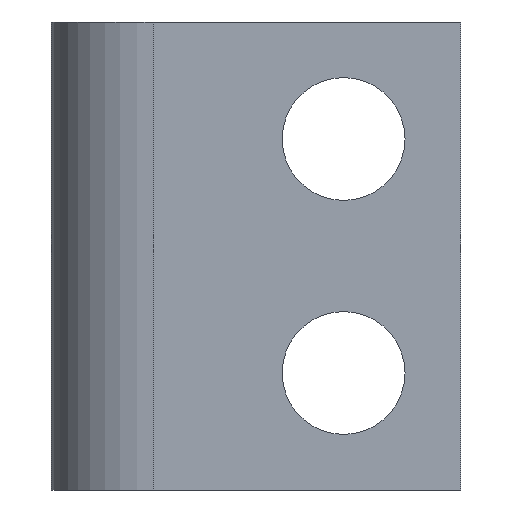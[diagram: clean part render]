
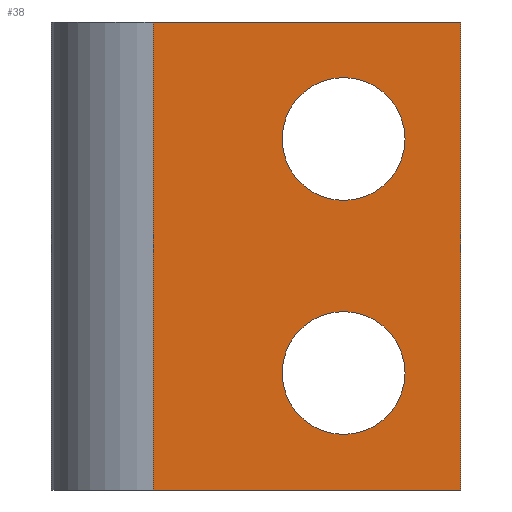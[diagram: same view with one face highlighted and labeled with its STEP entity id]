
A CAD part, front view. The second image highlights one B-rep face of the part: STEP entity #38.
In plain terms, the highlighted planar face has unit normal (0, -1, 0).
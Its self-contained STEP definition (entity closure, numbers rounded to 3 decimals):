
#38 = ADVANCED_FACE( '', ( #81, #82, #83 ), #84, .F. );
#81 = FACE_BOUND( '', #130, .T. );
#82 = FACE_BOUND( '', #131, .T. );
#83 = FACE_OUTER_BOUND( '', #132, .T. );
#84 = PLANE( '', #133 );
#130 = EDGE_LOOP( '', ( #175 ) );
#131 = EDGE_LOOP( '', ( #176 ) );
#132 = EDGE_LOOP( '', ( #177, #178, #179, #180 ) );
#133 = AXIS2_PLACEMENT_3D( '', #181, #182, #183 );
#175 = ORIENTED_EDGE( '', *, *, #273, .T. );
#176 = ORIENTED_EDGE( '', *, *, #276, .T. );
#177 = ORIENTED_EDGE( '', *, *, #277, .T. );
#178 = ORIENTED_EDGE( '', *, *, #278, .F. );
#179 = ORIENTED_EDGE( '', *, *, #279, .F. );
#180 = ORIENTED_EDGE( '', *, *, #280, .T. );
#181 = CARTESIAN_POINT( '', ( -10.5, 0., 8. ) );
#182 = DIRECTION( '', ( 0., 1., 0. ) );
#183 = DIRECTION( '', ( 0., 0., 1. ) );
#273 = EDGE_CURVE( '', #313, #313, #314, .T. );
#276 = EDGE_CURVE( '', #318, #318, #319, .T. );
#277 = EDGE_CURVE( '', #320, #321, #322, .T. );
#278 = EDGE_CURVE( '', #323, #321, #324, .T. );
#279 = EDGE_CURVE( '', #325, #323, #326, .T. );
#280 = EDGE_CURVE( '', #325, #320, #327, .T. );
#313 = VERTEX_POINT( '', #373 );
#314 = CIRCLE( '', #374, 2.1 );
#318 = VERTEX_POINT( '', #378 );
#319 = CIRCLE( '', #379, 2.1 );
#320 = VERTEX_POINT( '', #380 );
#321 = VERTEX_POINT( '', #381 );
#322 = LINE( '', #382, #383 );
#323 = VERTEX_POINT( '', #384 );
#324 = LINE( '', #385, #386 );
#325 = VERTEX_POINT( '', #387 );
#326 = LINE( '', #388, #389 );
#327 = LINE( '', #390, #391 );
#373 = CARTESIAN_POINT( '', ( -1.9, 0., -4. ) );
#374 = AXIS2_PLACEMENT_3D( '', #452, #453, #454 );
#378 = CARTESIAN_POINT( '', ( -1.9, 0., 4. ) );
#379 = AXIS2_PLACEMENT_3D( '', #458, #459, #460 );
#380 = CARTESIAN_POINT( '', ( -10.5, 0., -8. ) );
#381 = CARTESIAN_POINT( '', ( 0., 0., -8. ) );
#382 = CARTESIAN_POINT( '', ( -10.5, 0., -8. ) );
#383 = VECTOR( '', #461, 1000. );
#384 = CARTESIAN_POINT( '', ( 0., 0., 8. ) );
#385 = CARTESIAN_POINT( '', ( 0., 0., 8. ) );
#386 = VECTOR( '', #462, 1000. );
#387 = CARTESIAN_POINT( '', ( -10.5, 0., 8. ) );
#388 = CARTESIAN_POINT( '', ( -10.5, 0., 8. ) );
#389 = VECTOR( '', #463, 1000. );
#390 = CARTESIAN_POINT( '', ( -10.5, 0., 8. ) );
#391 = VECTOR( '', #464, 1000. );
#452 = CARTESIAN_POINT( '', ( -4., 0., -4. ) );
#453 = DIRECTION( '', ( 0., 1., 0. ) );
#454 = DIRECTION( '', ( 1., 0., 0. ) );
#458 = CARTESIAN_POINT( '', ( -4., 0., 4. ) );
#459 = DIRECTION( '', ( 0., 1., 0. ) );
#460 = DIRECTION( '', ( 1., 0., 0. ) );
#461 = DIRECTION( '', ( 1., 0., 0. ) );
#462 = DIRECTION( '', ( 0., 0., -1. ) );
#463 = DIRECTION( '', ( 1., 0., 0. ) );
#464 = DIRECTION( '', ( 0., 0., -1. ) );
